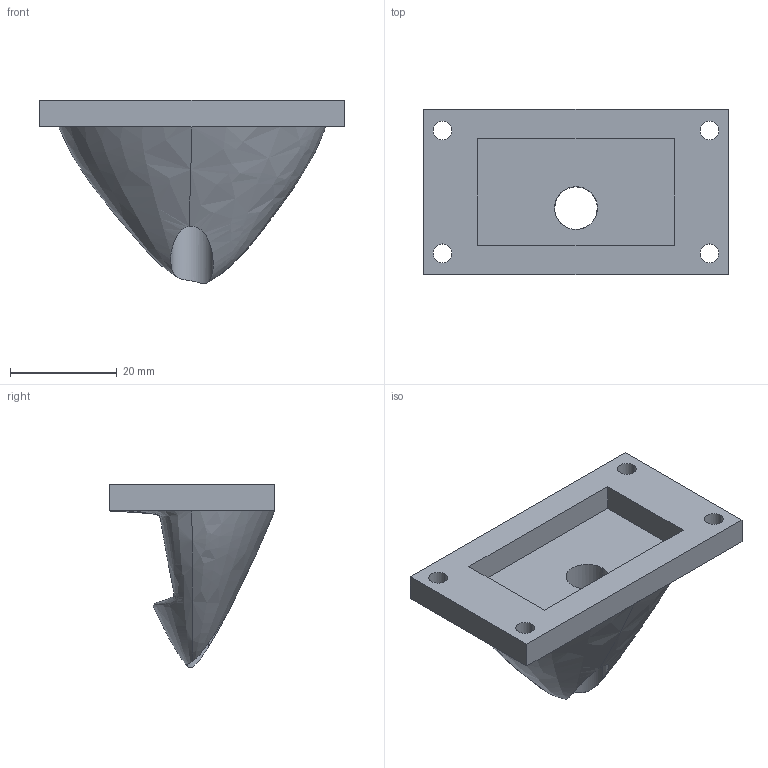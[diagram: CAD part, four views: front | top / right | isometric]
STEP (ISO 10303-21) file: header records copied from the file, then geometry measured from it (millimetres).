
FILE_DESCRIPTION (( 'STEP AP203' ), '1' );
FILE_NAME ('Tail cap_Default_sldprt.STEP', '2021-06-03T14:23:59', ( '' ), ( '' ), 'SwSTEP 2.0', 'SolidWorks 2016', '' );
FILE_SCHEMA (( 'CONFIG_CONTROL_DESIGN' ));
Length unit declared in the file: millimetre
Products named in the file (1): Tail cap_Default_sldprt
Bounding box: 57 x 31 x 34.38 mm (x, y, z)
Volume: 13300 mm3; surface area: 7389.1 mm2
Topology: 1 solids, 1 shells, 25 faces, 66 edges, 43 vertices
Faces by surface type: plane 12, cylinder 10, bspline 3
Entity records: 2210 total; most frequent: CARTESIAN_POINT 1510, ORIENTED_EDGE 132, DIRECTION 118, EDGE_CURVE 66, VERTEX_POINT 43, AXIS2_PLACEMENT_3D 41, VECTOR 36, LINE 36
